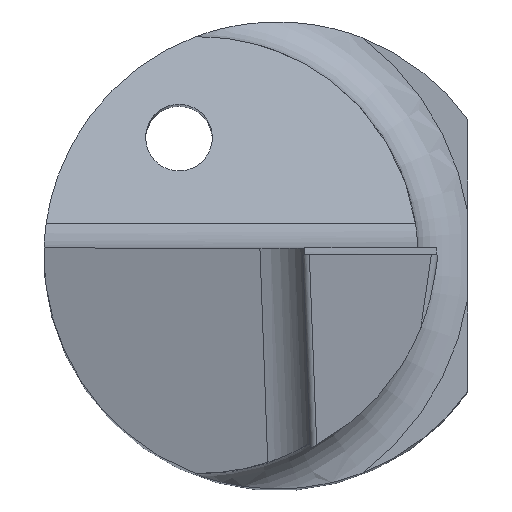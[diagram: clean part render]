
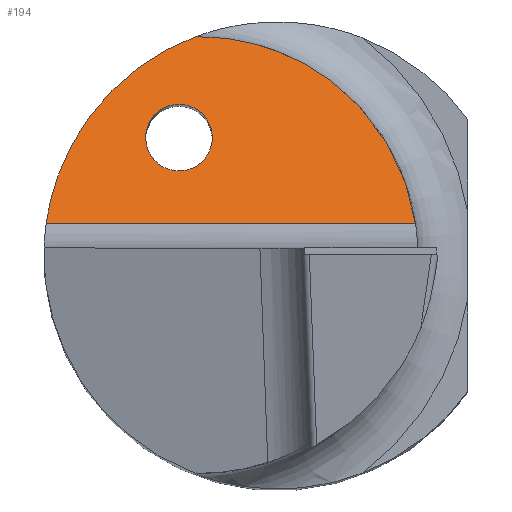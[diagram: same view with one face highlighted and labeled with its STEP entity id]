
A CAD part, top view. The second image highlights one B-rep face of the part: STEP entity #194.
In plain terms, the highlighted planar face has unit normal (0, 0.766, 0.643).
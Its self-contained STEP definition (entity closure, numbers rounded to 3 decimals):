
#5 = CARTESIAN_POINT ( 'NONE',  ( -2.478, 2.262, 17.207 ) ) ;
#9 = CARTESIAN_POINT ( 'NONE',  ( -2.478, 1.262, 18.399 ) ) ;
#10 = CARTESIAN_POINT ( 'NONE',  ( 2.065, 0.474, 19.338 ) ) ;
#44 = CARTESIAN_POINT ( 'NONE',  ( 5., 0.474, 19.338 ) ) ;
#107 = VERTEX_POINT ( 'NONE', #727 ) ;
#116 = EDGE_CURVE ( 'NONE', #151, #151, #373, .T. ) ;
#119 = DIRECTION ( 'NONE',  ( 0., 0.766, 0.643 ) ) ;
#142 = CARTESIAN_POINT ( 'NONE',  ( 1.815, 2.187, 17.296 ) ) ;
#145 = CARTESIAN_POINT ( 'NONE',  ( 0.495, 3.307, 15.962 ) ) ;
#151 = VERTEX_POINT ( 'NONE', #554 ) ;
#194 = ADVANCED_FACE ( 'NONE', ( #829, #334 ), #263, .T. ) ;
#233 = CARTESIAN_POINT ( 'NONE',  ( -1.236, 3.274, 16.001 ) ) ;
#263 = PLANE ( 'NONE',  #903 ) ;
#289 = EDGE_LOOP ( 'NONE', ( #691 ) ) ;
#303 = CARTESIAN_POINT ( 'NONE',  ( -1.478, 2.262, 17.207 ) ) ;
#334 = FACE_OUTER_BOUND ( 'NONE', #688, .T. ) ;
#341 = CARTESIAN_POINT ( 'NONE',  ( -1.236, 3.274, 16.001 ) ) ;
#366 = CARTESIAN_POINT ( 'NONE',  ( -1.478, 2.262, 17.207 ) ) ;
#373 =( BOUNDED_CURVE ( )  B_SPLINE_CURVE ( 3, ( #366, #657, #803, #884, #9, #5, #303 ),
 .UNSPECIFIED., .T., .T. ) 
 B_SPLINE_CURVE_WITH_KNOTS ( ( 4, 3, 4 ),
 ( 0., 3.142, 6.283 ),
 .UNSPECIFIED. ) 
 CURVE ( )  GEOMETRIC_REPRESENTATION_ITEM ( )  RATIONAL_B_SPLINE_CURVE ( ( 1., 0.333, 0.333, 1., 0.333, 0.333, 1. ) ) 
 REPRESENTATION_ITEM ( '' )  );
#465 = ORIENTED_EDGE ( 'NONE', *, *, #867, .F. ) ;
#472 = VERTEX_POINT ( 'NONE', #10 ) ;
#510 = CARTESIAN_POINT ( 'NONE',  ( 2.065, 0.474, 19.338 ) ) ;
#549 = CARTESIAN_POINT ( 'NONE',  ( -3.289, 1.779, 17.783 ) ) ;
#552 = VERTEX_POINT ( 'NONE', #341 ) ;
#554 = CARTESIAN_POINT ( 'NONE',  ( -1.478, 2.262, 17.207 ) ) ;
#590 = ORIENTED_EDGE ( 'NONE', *, *, #773, .T. ) ;
#602 = ORIENTED_EDGE ( 'NONE', *, *, #791, .T. ) ;
#657 = CARTESIAN_POINT ( 'NONE',  ( -0.478, 2.262, 17.207 ) ) ;
#659 =( BOUNDED_CURVE ( )  B_SPLINE_CURVE ( 3, ( #510, #142, #145, #798 ),
 .UNSPECIFIED., .F., .F. ) 
 B_SPLINE_CURVE_WITH_KNOTS ( ( 4, 4 ),
 ( 4.858, 6.302 ),
 .UNSPECIFIED. ) 
 CURVE ( )  GEOMETRIC_REPRESENTATION_ITEM ( )  RATIONAL_B_SPLINE_CURVE ( ( 1., 0.834, 0.834, 1. ) ) 
 REPRESENTATION_ITEM ( '' )  );
#663 = LINE ( 'NONE', #880, #717 ) ;
#671 = DIRECTION ( 'NONE',  ( -1., 0., 0. ) ) ;
#674 =( BOUNDED_CURVE ( )  B_SPLINE_CURVE ( 3, ( #233, #749, #549, #817 ),
 .UNSPECIFIED., .F., .T. ) 
 B_SPLINE_CURVE_WITH_KNOTS ( ( 4, 4 ),
 ( 0.361, 1.435 ),
 .UNSPECIFIED. ) 
 CURVE ( )  GEOMETRIC_REPRESENTATION_ITEM ( )  RATIONAL_B_SPLINE_CURVE ( ( 1., 0.906, 0.906, 1. ) ) 
 REPRESENTATION_ITEM ( '' )  );
#688 = EDGE_LOOP ( 'NONE', ( #602, #465, #590 ) ) ;
#691 = ORIENTED_EDGE ( 'NONE', *, *, #116, .T. ) ;
#704 = DIRECTION ( 'NONE',  ( 0., -0.643, 0.766 ) ) ;
#717 = VECTOR ( 'NONE', #671, 1000. ) ;
#727 = CARTESIAN_POINT ( 'NONE',  ( -3.468, 0.474, 19.338 ) ) ;
#749 = CARTESIAN_POINT ( 'NONE',  ( -2.468, 2.809, 16.555 ) ) ;
#773 = EDGE_CURVE ( 'NONE', #472, #552, #659, .T. ) ;
#791 = EDGE_CURVE ( 'NONE', #552, #107, #674, .T. ) ;
#798 = CARTESIAN_POINT ( 'NONE',  ( -1.236, 3.274, 16.001 ) ) ;
#803 = CARTESIAN_POINT ( 'NONE',  ( -0.478, 1.262, 18.399 ) ) ;
#817 = CARTESIAN_POINT ( 'NONE',  ( -3.468, 0.474, 19.338 ) ) ;
#829 = FACE_BOUND ( 'NONE', #289, .T. ) ;
#867 = EDGE_CURVE ( 'NONE', #472, #107, #663, .T. ) ;
#880 = CARTESIAN_POINT ( 'NONE',  ( 5., 0.474, 19.338 ) ) ;
#884 = CARTESIAN_POINT ( 'NONE',  ( -1.478, 1.262, 18.399 ) ) ;
#903 = AXIS2_PLACEMENT_3D ( 'NONE', #44, #119, #704 ) ;
